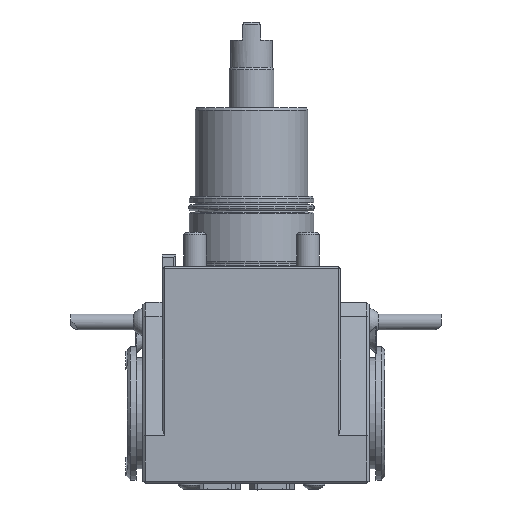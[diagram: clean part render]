
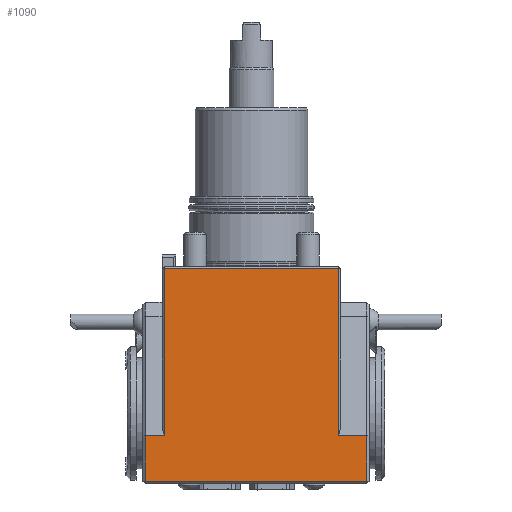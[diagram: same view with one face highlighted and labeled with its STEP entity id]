
A CAD part, front view. The second image highlights one B-rep face of the part: STEP entity #1090.
In plain terms, the highlighted planar face has unit normal (0, -1, 0).
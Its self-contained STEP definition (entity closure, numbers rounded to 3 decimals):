
#135=LINE('',#6753,#415);
#145=LINE('',#6776,#425);
#165=LINE('',#6816,#445);
#188=LINE('',#6861,#468);
#190=LINE('',#6864,#470);
#191=LINE('',#6867,#471);
#192=LINE('',#6868,#472);
#193=LINE('',#6869,#473);
#415=VECTOR('',#4834,1.);
#425=VECTOR('',#4850,1.);
#445=VECTOR('',#4882,1.);
#468=VECTOR('',#4921,1.);
#470=VECTOR('',#4925,1.);
#471=VECTOR('',#4926,1.);
#472=VECTOR('',#4927,1.);
#473=VECTOR('',#4928,1.);
#1090=ADVANCED_FACE('',(#1475),#1307,.T.);
#1307=PLANE('',#4286);
#1475=FACE_OUTER_BOUND('',#1706,.T.);
#1706=EDGE_LOOP('',(#2325,#2326,#2327,#2328,#2329,#2330,#2331,#2332));
#2325=ORIENTED_EDGE('',*,*,#3657,.T.);
#2326=ORIENTED_EDGE('',*,*,#3658,.T.);
#2327=ORIENTED_EDGE('',*,*,#3632,.T.);
#2328=ORIENTED_EDGE('',*,*,#3602,.T.);
#2329=ORIENTED_EDGE('',*,*,#3659,.T.);
#2330=ORIENTED_EDGE('',*,*,#3612,.T.);
#2331=ORIENTED_EDGE('',*,*,#3655,.T.);
#2332=ORIENTED_EDGE('',*,*,#3660,.T.);
#3175=VERTEX_POINT('',#6748);
#3177=VERTEX_POINT('',#6752);
#3186=VERTEX_POINT('',#6774);
#3188=VERTEX_POINT('',#6777);
#3202=VERTEX_POINT('',#6817);
#3215=VERTEX_POINT('',#6860);
#3216=VERTEX_POINT('',#6865);
#3217=VERTEX_POINT('',#6866);
#3602=EDGE_CURVE('',#3175,#3177,#135,.T.);
#3612=EDGE_CURVE('',#3188,#3186,#145,.T.);
#3632=EDGE_CURVE('',#3202,#3175,#165,.T.);
#3655=EDGE_CURVE('',#3186,#3215,#188,.T.);
#3657=EDGE_CURVE('',#3216,#3217,#190,.T.);
#3658=EDGE_CURVE('',#3217,#3202,#191,.T.);
#3659=EDGE_CURVE('',#3177,#3188,#192,.T.);
#3660=EDGE_CURVE('',#3215,#3216,#193,.T.);
#4286=AXIS2_PLACEMENT_3D('',#6870,#4929,#4930);
#4834=DIRECTION('',(0.,0.,1.));
#4850=DIRECTION('',(0.,0.,-1.));
#4882=DIRECTION('',(-1.,0.,0.));
#4921=DIRECTION('',(-1.,0.,0.));
#4925=DIRECTION('',(1.,0.,0.));
#4926=DIRECTION('',(0.,0.,1.));
#4927=DIRECTION('',(-1.,0.,0.));
#4928=DIRECTION('',(0.,0.,-1.));
#4929=DIRECTION('',(0.,-1.,0.));
#4930=DIRECTION('',(-1.,0.,0.));
#6748=CARTESIAN_POINT('',(38.5,-42.,-74.925));
#6752=CARTESIAN_POINT('',(38.5,-42.,-1.));
#6753=CARTESIAN_POINT('',(38.5,-42.,-96.));
#6774=CARTESIAN_POINT('',(-38.5,-42.,-74.925));
#6776=CARTESIAN_POINT('',(-38.5,-42.,-74.925));
#6777=CARTESIAN_POINT('',(-38.5,-42.,-1.));
#6816=CARTESIAN_POINT('',(250.716,-42.,-74.925));
#6817=CARTESIAN_POINT('',(51.,-42.,-74.925));
#6860=CARTESIAN_POINT('',(-47.,-42.,-74.925));
#6861=CARTESIAN_POINT('',(-48.,-42.,-74.925));
#6864=CARTESIAN_POINT('',(52.,-42.,-95.));
#6865=CARTESIAN_POINT('',(-47.,-42.,-95.));
#6866=CARTESIAN_POINT('',(51.,-42.,-95.));
#6867=CARTESIAN_POINT('',(51.,-42.,-74.925));
#6868=CARTESIAN_POINT('',(-39.5,-42.,-1.));
#6869=CARTESIAN_POINT('',(-47.,-42.,-96.));
#6870=CARTESIAN_POINT('',(-48.,-42.,-96.));
